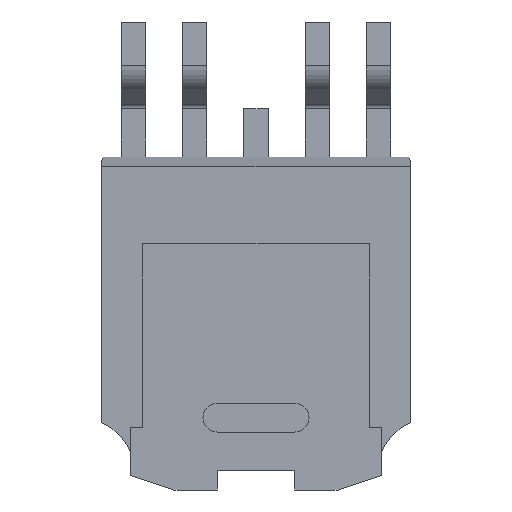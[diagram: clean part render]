
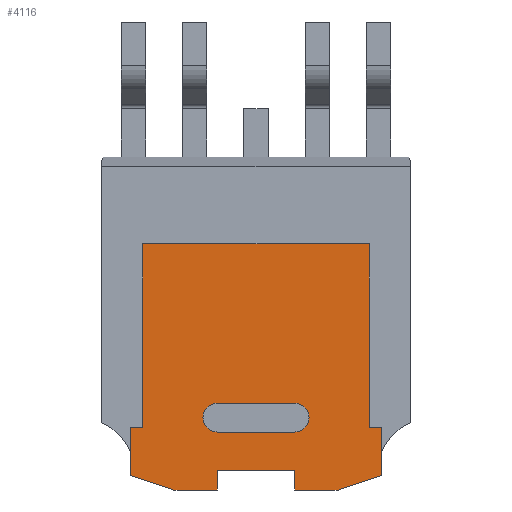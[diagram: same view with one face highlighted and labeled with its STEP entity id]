
A CAD part, front view. The second image highlights one B-rep face of the part: STEP entity #4116.
In plain terms, the highlighted planar face has unit normal (0, -1, 0).
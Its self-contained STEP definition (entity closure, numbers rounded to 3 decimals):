
#29 = VERTEX_POINT ( 'NONE', #2793 ) ;
#35 = EDGE_CURVE ( 'NONE', #332, #1429, #1712, .T. ) ;
#74 = DIRECTION ( 'NONE',  ( 0., 0., 1. ) ) ;
#189 = EDGE_CURVE ( 'NONE', #4563, #1864, #2693, .T. ) ;
#205 = DIRECTION ( 'NONE',  ( -1., 0., 0. ) ) ;
#219 = VECTOR ( 'NONE', #3531, 1000. ) ;
#270 = LINE ( 'NONE', #2815, #219 ) ;
#275 = EDGE_CURVE ( 'NONE', #513, #4069, #270, .T. ) ;
#314 = DIRECTION ( 'NONE',  ( 0., 1., 0. ) ) ;
#332 = VERTEX_POINT ( 'NONE', #3809 ) ;
#362 = DIRECTION ( 'NONE',  ( 0., 1., 0. ) ) ;
#374 = AXIS2_PLACEMENT_3D ( 'NONE', #3864, #314, #3589 ) ;
#440 = CARTESIAN_POINT ( 'NONE',  ( -0.25, 0., -4.8 ) ) ;
#480 = CARTESIAN_POINT ( 'NONE',  ( 3.15, 0., -4.7 ) ) ;
#497 = DIRECTION ( 'NONE',  ( 1., 0., 0. ) ) ;
#506 = VERTEX_POINT ( 'NONE', #2184 ) ;
#513 = VERTEX_POINT ( 'NONE', #2579 ) ;
#566 = EDGE_CURVE ( 'NONE', #29, #1657, #4120, .T. ) ;
#578 = LINE ( 'NONE', #4462, #3584 ) ;
#610 = ORIENTED_EDGE ( 'NONE', *, *, #2769, .F. ) ;
#682 = DIRECTION ( 'NONE',  ( 0., 0., 1. ) ) ;
#722 = EDGE_CURVE ( 'NONE', #4069, #3567, #3867, .T. ) ;
#745 = CARTESIAN_POINT ( 'NONE',  ( 4.7, 0., -3.8 ) ) ;
#750 = DIRECTION ( 'NONE',  ( 0., 1., 0. ) ) ;
#792 = CARTESIAN_POINT ( 'NONE',  ( 0.65, 0., -5.1 ) ) ;
#836 = ORIENTED_EDGE ( 'NONE', *, *, #1170, .F. ) ;
#848 = CARTESIAN_POINT ( 'NONE',  ( 0.65, 0., -5.1 ) ) ;
#868 = DIRECTION ( 'NONE',  ( -1., 0., 0. ) ) ;
#888 = CARTESIAN_POINT ( 'NONE',  ( 4.7, 0., -3.8 ) ) ;
#897 = CARTESIAN_POINT ( 'NONE',  ( 0., 0., 0. ) ) ;
#932 = EDGE_LOOP ( 'NONE', ( #2120, #2528, #836, #3236, #610, #4463, #1289, #1277, #1786, #3472, #1508, #2433, #2627, #2349 ) ) ;
#983 = ORIENTED_EDGE ( 'NONE', *, *, #2359, .T. ) ;
#993 = ORIENTED_EDGE ( 'NONE', *, *, #3397, .T. ) ;
#1028 = VECTOR ( 'NONE', #2830, 1000. ) ;
#1059 = FACE_BOUND ( 'NONE', #3590, .T. ) ;
#1109 = CARTESIAN_POINT ( 'NONE',  ( 0., 0., 0. ) ) ;
#1170 = EDGE_CURVE ( 'NONE', #2909, #2158, #1518, .T. ) ;
#1211 = CARTESIAN_POINT ( 'NONE',  ( 0.65, 0., -5.1 ) ) ;
#1217 = LINE ( 'NONE', #2641, #3852 ) ;
#1249 = VECTOR ( 'NONE', #3822, 1000. ) ;
#1277 = ORIENTED_EDGE ( 'NONE', *, *, #722, .F. ) ;
#1289 = ORIENTED_EDGE ( 'NONE', *, *, #4570, .F. ) ;
#1326 = CARTESIAN_POINT ( 'NONE',  ( 0., 0., -3.8 ) ) ;
#1410 = LINE ( 'NONE', #745, #1028 ) ;
#1420 = AXIS2_PLACEMENT_3D ( 'NONE', #3237, #750, #3146 ) ;
#1429 = VERTEX_POINT ( 'NONE', #1109 ) ;
#1479 = CARTESIAN_POINT ( 'NONE',  ( -0.25, 0., -3.8 ) ) ;
#1508 = ORIENTED_EDGE ( 'NONE', *, *, #2474, .F. ) ;
#1518 = LINE ( 'NONE', #2984, #3509 ) ;
#1547 = DIRECTION ( 'NONE',  ( 1., 0., 0. ) ) ;
#1652 = CARTESIAN_POINT ( 'NONE',  ( 4.95, 0., -4.8 ) ) ;
#1657 = VERTEX_POINT ( 'NONE', #3249 ) ;
#1712 = LINE ( 'NONE', #1326, #4222 ) ;
#1762 = CARTESIAN_POINT ( 'NONE',  ( 3.15, 0., -4.7 ) ) ;
#1786 = ORIENTED_EDGE ( 'NONE', *, *, #275, .F. ) ;
#1860 = LINE ( 'NONE', #1479, #3781 ) ;
#1864 = VERTEX_POINT ( 'NONE', #2912 ) ;
#1865 = AXIS2_PLACEMENT_3D ( 'NONE', #2088, #362, #682 ) ;
#1897 = CARTESIAN_POINT ( 'NONE',  ( -0.25, 0., -3.8 ) ) ;
#1997 = VECTOR ( 'NONE', #2305, 1000. ) ;
#2065 = VECTOR ( 'NONE', #3999, 1000. ) ;
#2088 = CARTESIAN_POINT ( 'NONE',  ( 0., 0., 0. ) ) ;
#2120 = ORIENTED_EDGE ( 'NONE', *, *, #35, .F. ) ;
#2158 = VERTEX_POINT ( 'NONE', #1897 ) ;
#2184 = CARTESIAN_POINT ( 'NONE',  ( 1.55, 0., -3.9 ) ) ;
#2278 = VECTOR ( 'NONE', #2316, 1000. ) ;
#2305 = DIRECTION ( 'NONE',  ( 1., 0., 0. ) ) ;
#2316 = DIRECTION ( 'NONE',  ( 0., 0., -1. ) ) ;
#2340 = CARTESIAN_POINT ( 'NONE',  ( 4.7, 0., 0. ) ) ;
#2349 = ORIENTED_EDGE ( 'NONE', *, *, #4299, .F. ) ;
#2359 = EDGE_CURVE ( 'NONE', #506, #29, #2756, .T. ) ;
#2433 = ORIENTED_EDGE ( 'NONE', *, *, #189, .F. ) ;
#2474 = EDGE_CURVE ( 'NONE', #1864, #3321, #3398, .T. ) ;
#2502 = EDGE_CURVE ( 'NONE', #3378, #506, #1217, .T. ) ;
#2505 = VECTOR ( 'NONE', #868, 1000. ) ;
#2528 = ORIENTED_EDGE ( 'NONE', *, *, #2691, .F. ) ;
#2567 = LINE ( 'NONE', #792, #2065 ) ;
#2579 = CARTESIAN_POINT ( 'NONE',  ( 4.05, 0., -5.1 ) ) ;
#2627 = ORIENTED_EDGE ( 'NONE', *, *, #4133, .F. ) ;
#2641 = CARTESIAN_POINT ( 'NONE',  ( 1.55, 0., -3.9 ) ) ;
#2662 = DIRECTION ( 'NONE',  ( 1., 0., 0. ) ) ;
#2691 = EDGE_CURVE ( 'NONE', #2158, #332, #1860, .T. ) ;
#2693 = LINE ( 'NONE', #4124, #1997 ) ;
#2743 = VECTOR ( 'NONE', #2662, 1000. ) ;
#2756 = CIRCLE ( 'NONE', #1420, 0.3 ) ;
#2769 = EDGE_CURVE ( 'NONE', #3689, #2785, #2919, .T. ) ;
#2774 = DIRECTION ( 'NONE',  ( 0., 0., 1. ) ) ;
#2785 = VERTEX_POINT ( 'NONE', #848 ) ;
#2793 = CARTESIAN_POINT ( 'NONE',  ( 1.55, 0., -3.3 ) ) ;
#2812 = VECTOR ( 'NONE', #2855, 1000. ) ;
#2815 = CARTESIAN_POINT ( 'NONE',  ( 3.15, 0., -5.1 ) ) ;
#2830 = DIRECTION ( 'NONE',  ( 0., 0., -1. ) ) ;
#2844 = CARTESIAN_POINT ( 'NONE',  ( 1.55, 0., -5.1 ) ) ;
#2854 = PLANE ( 'NONE',  #1865 ) ;
#2855 = DIRECTION ( 'NONE',  ( 0., 0., 1. ) ) ;
#2909 = VERTEX_POINT ( 'NONE', #440 ) ;
#2912 = CARTESIAN_POINT ( 'NONE',  ( 4.95, 0., -3.8 ) ) ;
#2919 = LINE ( 'NONE', #1211, #2505 ) ;
#2979 = CARTESIAN_POINT ( 'NONE',  ( 4.95, 0., -4.8 ) ) ;
#2984 = CARTESIAN_POINT ( 'NONE',  ( -0.25, 0., -4.8 ) ) ;
#3044 = VECTOR ( 'NONE', #4356, 1000. ) ;
#3146 = DIRECTION ( 'NONE',  ( 0., 0., 1. ) ) ;
#3236 = ORIENTED_EDGE ( 'NONE', *, *, #4245, .F. ) ;
#3237 = CARTESIAN_POINT ( 'NONE',  ( 1.55, 0., -3.6 ) ) ;
#3249 = CARTESIAN_POINT ( 'NONE',  ( 3.15, 0., -3.3 ) ) ;
#3321 = VERTEX_POINT ( 'NONE', #2979 ) ;
#3322 = LINE ( 'NONE', #4398, #3044 ) ;
#3378 = VERTEX_POINT ( 'NONE', #4101 ) ;
#3397 = EDGE_CURVE ( 'NONE', #1657, #3378, #4286, .T. ) ;
#3398 = LINE ( 'NONE', #1652, #2278 ) ;
#3472 = ORIENTED_EDGE ( 'NONE', *, *, #4266, .F. ) ;
#3509 = VECTOR ( 'NONE', #74, 1000. ) ;
#3531 = DIRECTION ( 'NONE',  ( -1., 0., 0. ) ) ;
#3532 = ORIENTED_EDGE ( 'NONE', *, *, #2502, .T. ) ;
#3567 = VERTEX_POINT ( 'NONE', #480 ) ;
#3584 = VECTOR ( 'NONE', #4255, 1000. ) ;
#3589 = DIRECTION ( 'NONE',  ( 0., 0., -1. ) ) ;
#3590 = EDGE_LOOP ( 'NONE', ( #983, #3903, #993, #3532 ) ) ;
#3689 = VERTEX_POINT ( 'NONE', #2844 ) ;
#3781 = VECTOR ( 'NONE', #1547, 1000. ) ;
#3787 = VERTEX_POINT ( 'NONE', #2340 ) ;
#3796 = CARTESIAN_POINT ( 'NONE',  ( 3.15, 0., -5.1 ) ) ;
#3809 = CARTESIAN_POINT ( 'NONE',  ( 0., 0., -3.8 ) ) ;
#3822 = DIRECTION ( 'NONE',  ( 0., 0., -1. ) ) ;
#3852 = VECTOR ( 'NONE', #205, 1000. ) ;
#3864 = CARTESIAN_POINT ( 'NONE',  ( 3.15, 0., -3.6 ) ) ;
#3866 = FACE_OUTER_BOUND ( 'NONE', #932, .T. ) ;
#3867 = LINE ( 'NONE', #1762, #2812 ) ;
#3903 = ORIENTED_EDGE ( 'NONE', *, *, #566, .T. ) ;
#3941 = VECTOR ( 'NONE', #497, 1000. ) ;
#3999 = DIRECTION ( 'NONE',  ( -0.949, 0., 0.316 ) ) ;
#4040 = CARTESIAN_POINT ( 'NONE',  ( 1.55, 0., -4.7 ) ) ;
#4052 = EDGE_CURVE ( 'NONE', #4435, #3689, #4520, .T. ) ;
#4069 = VERTEX_POINT ( 'NONE', #3796 ) ;
#4095 = LINE ( 'NONE', #897, #2743 ) ;
#4101 = CARTESIAN_POINT ( 'NONE',  ( 3.15, 0., -3.9 ) ) ;
#4116 = ADVANCED_FACE ( 'NONE', ( #3866, #1059 ), #2854, .F. ) ;
#4120 = LINE ( 'NONE', #4168, #3941 ) ;
#4124 = CARTESIAN_POINT ( 'NONE',  ( 4.95, 0., -3.8 ) ) ;
#4133 = EDGE_CURVE ( 'NONE', #3787, #4563, #1410, .T. ) ;
#4138 = CARTESIAN_POINT ( 'NONE',  ( 1.55, 0., -5.1 ) ) ;
#4168 = CARTESIAN_POINT ( 'NONE',  ( 3.15, 0., -3.3 ) ) ;
#4222 = VECTOR ( 'NONE', #2774, 1000. ) ;
#4245 = EDGE_CURVE ( 'NONE', #2785, #2909, #2567, .T. ) ;
#4255 = DIRECTION ( 'NONE',  ( -1., 0., 0. ) ) ;
#4266 = EDGE_CURVE ( 'NONE', #3321, #513, #3322, .T. ) ;
#4286 = CIRCLE ( 'NONE', #374, 0.3 ) ;
#4299 = EDGE_CURVE ( 'NONE', #1429, #3787, #4095, .T. ) ;
#4356 = DIRECTION ( 'NONE',  ( -0.949, 0., -0.316 ) ) ;
#4398 = CARTESIAN_POINT ( 'NONE',  ( 4.05, 0., -5.1 ) ) ;
#4435 = VERTEX_POINT ( 'NONE', #4040 ) ;
#4462 = CARTESIAN_POINT ( 'NONE',  ( 1.55, 0., -4.7 ) ) ;
#4463 = ORIENTED_EDGE ( 'NONE', *, *, #4052, .F. ) ;
#4520 = LINE ( 'NONE', #4138, #1249 ) ;
#4563 = VERTEX_POINT ( 'NONE', #888 ) ;
#4570 = EDGE_CURVE ( 'NONE', #3567, #4435, #578, .T. ) ;
